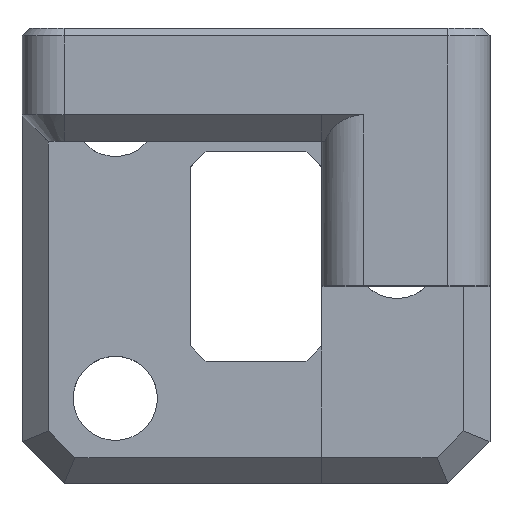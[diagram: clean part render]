
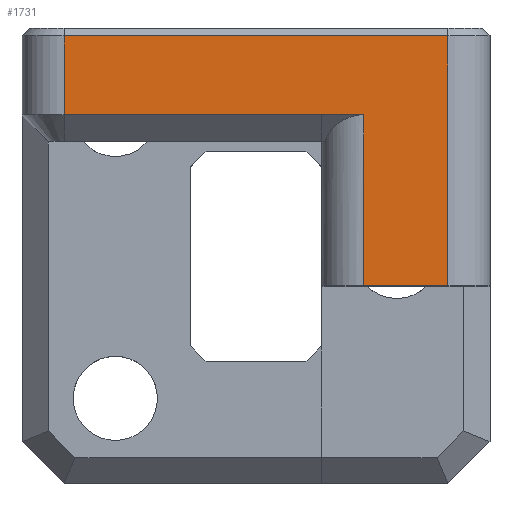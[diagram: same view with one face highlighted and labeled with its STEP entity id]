
A CAD part, top view. The second image highlights one B-rep face of the part: STEP entity #1731.
In plain terms, the highlighted planar face has unit normal (0, 0, 1).
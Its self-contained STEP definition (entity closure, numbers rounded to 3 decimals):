
#160 = PLANE('',#161);
#161 = AXIS2_PLACEMENT_3D('',#162,#163,#164);
#162 = CARTESIAN_POINT('',(7.3,17.15,23.85));
#163 = DIRECTION('',(0.,-0.707,-0.707));
#164 = DIRECTION('',(-1.,0.,0.));
#480 = VERTEX_POINT('',#481);
#481 = CARTESIAN_POINT('',(7.3,17.,24.));
#496 = CYLINDRICAL_SURFACE('',#497,1.6);
#497 = AXIS2_PLACEMENT_3D('',#498,#499,#500);
#498 = CARTESIAN_POINT('',(7.3,7.5,22.4));
#499 = DIRECTION('',(0.,1.,0.));
#500 = DIRECTION('',(1.,0.,0.));
#534 = EDGE_CURVE('',#480,#535,#537,.T.);
#535 = VERTEX_POINT('',#536);
#536 = CARTESIAN_POINT('',(-7.3,17.,24.));
#537 = SURFACE_CURVE('',#538,(#542,#549),.PCURVE_S1.);
#538 = LINE('',#539,#540);
#539 = CARTESIAN_POINT('',(7.3,17.,24.));
#540 = VECTOR('',#541,1.);
#541 = DIRECTION('',(-1.,0.,0.));
#542 = PCURVE('',#160,#543);
#543 = DEFINITIONAL_REPRESENTATION('',(#544),#548);
#544 = LINE('',#545,#546);
#545 = CARTESIAN_POINT('',(0.,-0.212));
#546 = VECTOR('',#547,1.);
#547 = DIRECTION('',(1.,0.));
#548 = ( GEOMETRIC_REPRESENTATION_CONTEXT(2) 
PARAMETRIC_REPRESENTATION_CONTEXT() REPRESENTATION_CONTEXT('2D SPACE',''
  ) );
#549 = PCURVE('',#550,#555);
#550 = PLANE('',#551);
#551 = AXIS2_PLACEMENT_3D('',#552,#553,#554);
#552 = CARTESIAN_POINT('',(0.,8.65,24.));
#553 = DIRECTION('',(0.,0.,1.));
#554 = DIRECTION('',(1.,0.,0.));
#555 = DEFINITIONAL_REPRESENTATION('',(#556),#560);
#556 = LINE('',#557,#558);
#557 = CARTESIAN_POINT('',(7.3,8.35));
#558 = VECTOR('',#559,1.);
#559 = DIRECTION('',(-1.,0.));
#560 = ( GEOMETRIC_REPRESENTATION_CONTEXT(2) 
PARAMETRIC_REPRESENTATION_CONTEXT() REPRESENTATION_CONTEXT('2D SPACE',''
  ) );
#605 = CYLINDRICAL_SURFACE('',#606,1.6);
#606 = AXIS2_PLACEMENT_3D('',#607,#608,#609);
#607 = CARTESIAN_POINT('',(-7.3,17.3,22.4));
#608 = DIRECTION('',(0.,-1.,0.));
#609 = DIRECTION('',(-1.,0.,0.));
#1353 = PLANE('',#1354);
#1354 = AXIS2_PLACEMENT_3D('',#1355,#1356,#1357);
#1355 = CARTESIAN_POINT('',(5.75,7.5,14.));
#1356 = DIRECTION('',(0.,1.,0.));
#1357 = DIRECTION('',(0.,0.,1.));
#1683 = VERTEX_POINT('',#1684);
#1684 = CARTESIAN_POINT('',(7.3,7.5,24.));
#1710 = EDGE_CURVE('',#1683,#480,#1711,.T.);
#1711 = SURFACE_CURVE('',#1712,(#1716,#1723),.PCURVE_S1.);
#1712 = LINE('',#1713,#1714);
#1713 = CARTESIAN_POINT('',(7.3,7.5,24.));
#1714 = VECTOR('',#1715,1.);
#1715 = DIRECTION('',(0.,1.,0.));
#1716 = PCURVE('',#496,#1717);
#1717 = DEFINITIONAL_REPRESENTATION('',(#1718),#1722);
#1718 = LINE('',#1719,#1720);
#1719 = CARTESIAN_POINT('',(-1.571,0.));
#1720 = VECTOR('',#1721,1.);
#1721 = DIRECTION('',(-0.,1.));
#1722 = ( GEOMETRIC_REPRESENTATION_CONTEXT(2) 
PARAMETRIC_REPRESENTATION_CONTEXT() REPRESENTATION_CONTEXT('2D SPACE',''
  ) );
#1723 = PCURVE('',#550,#1724);
#1724 = DEFINITIONAL_REPRESENTATION('',(#1725),#1729);
#1725 = LINE('',#1726,#1727);
#1726 = CARTESIAN_POINT('',(7.3,-1.15));
#1727 = VECTOR('',#1728,1.);
#1728 = DIRECTION('',(0.,1.));
#1729 = ( GEOMETRIC_REPRESENTATION_CONTEXT(2) 
PARAMETRIC_REPRESENTATION_CONTEXT() REPRESENTATION_CONTEXT('2D SPACE',''
  ) );
#1731 = ADVANCED_FACE('',(#1732),#550,.T.);
#1732 = FACE_BOUND('',#1733,.T.);
#1733 = EDGE_LOOP('',(#1734,#1757,#1785,#1813,#1841,#1864,#1885,#1886));
#1734 = ORIENTED_EDGE('',*,*,#1735,.T.);
#1735 = EDGE_CURVE('',#535,#1736,#1738,.T.);
#1736 = VERTEX_POINT('',#1737);
#1737 = CARTESIAN_POINT('',(-7.3,14.,24.));
#1738 = SURFACE_CURVE('',#1739,(#1743,#1750),.PCURVE_S1.);
#1739 = LINE('',#1740,#1741);
#1740 = CARTESIAN_POINT('',(-7.3,17.3,24.));
#1741 = VECTOR('',#1742,1.);
#1742 = DIRECTION('',(0.,-1.,0.));
#1743 = PCURVE('',#550,#1744);
#1744 = DEFINITIONAL_REPRESENTATION('',(#1745),#1749);
#1745 = LINE('',#1746,#1747);
#1746 = CARTESIAN_POINT('',(-7.3,8.65));
#1747 = VECTOR('',#1748,1.);
#1748 = DIRECTION('',(0.,-1.));
#1749 = ( GEOMETRIC_REPRESENTATION_CONTEXT(2) 
PARAMETRIC_REPRESENTATION_CONTEXT() REPRESENTATION_CONTEXT('2D SPACE',''
  ) );
#1750 = PCURVE('',#605,#1751);
#1751 = DEFINITIONAL_REPRESENTATION('',(#1752),#1756);
#1752 = LINE('',#1753,#1754);
#1753 = CARTESIAN_POINT('',(-1.571,0.));
#1754 = VECTOR('',#1755,1.);
#1755 = DIRECTION('',(-0.,1.));
#1756 = ( GEOMETRIC_REPRESENTATION_CONTEXT(2) 
PARAMETRIC_REPRESENTATION_CONTEXT() REPRESENTATION_CONTEXT('2D SPACE',''
  ) );
#1757 = ORIENTED_EDGE('',*,*,#1758,.T.);
#1758 = EDGE_CURVE('',#1736,#1759,#1761,.T.);
#1759 = VERTEX_POINT('',#1760);
#1760 = CARTESIAN_POINT('',(2.5,14.,24.));
#1761 = SURFACE_CURVE('',#1762,(#1766,#1773),.PCURVE_S1.);
#1762 = LINE('',#1763,#1764);
#1763 = CARTESIAN_POINT('',(-7.3,14.,24.));
#1764 = VECTOR('',#1765,1.);
#1765 = DIRECTION('',(1.,0.,0.));
#1766 = PCURVE('',#550,#1767);
#1767 = DEFINITIONAL_REPRESENTATION('',(#1768),#1772);
#1768 = LINE('',#1769,#1770);
#1769 = CARTESIAN_POINT('',(-7.3,5.35));
#1770 = VECTOR('',#1771,1.);
#1771 = DIRECTION('',(1.,0.));
#1772 = ( GEOMETRIC_REPRESENTATION_CONTEXT(2) 
PARAMETRIC_REPRESENTATION_CONTEXT() REPRESENTATION_CONTEXT('2D SPACE',''
  ) );
#1773 = PCURVE('',#1774,#1779);
#1774 = PLANE('',#1775);
#1775 = AXIS2_PLACEMENT_3D('',#1776,#1777,#1778);
#1776 = CARTESIAN_POINT('',(-7.3,13.5,23.5));
#1777 = DIRECTION('',(0.,0.707,-0.707));
#1778 = DIRECTION('',(1.,0.,0.));
#1779 = DEFINITIONAL_REPRESENTATION('',(#1780),#1784);
#1780 = LINE('',#1781,#1782);
#1781 = CARTESIAN_POINT('',(0.,-0.707));
#1782 = VECTOR('',#1783,1.);
#1783 = DIRECTION('',(1.,0.));
#1784 = ( GEOMETRIC_REPRESENTATION_CONTEXT(2) 
PARAMETRIC_REPRESENTATION_CONTEXT() REPRESENTATION_CONTEXT('2D SPACE',''
  ) );
#1785 = ORIENTED_EDGE('',*,*,#1786,.T.);
#1786 = EDGE_CURVE('',#1759,#1787,#1789,.T.);
#1787 = VERTEX_POINT('',#1788);
#1788 = CARTESIAN_POINT('',(4.1,14.,24.));
#1789 = SURFACE_CURVE('',#1790,(#1794,#1801),.PCURVE_S1.);
#1790 = LINE('',#1791,#1792);
#1791 = CARTESIAN_POINT('',(2.5,14.,24.));
#1792 = VECTOR('',#1793,1.);
#1793 = DIRECTION('',(1.,0.,0.));
#1794 = PCURVE('',#550,#1795);
#1795 = DEFINITIONAL_REPRESENTATION('',(#1796),#1800);
#1796 = LINE('',#1797,#1798);
#1797 = CARTESIAN_POINT('',(2.5,5.35));
#1798 = VECTOR('',#1799,1.);
#1799 = DIRECTION('',(1.,0.));
#1800 = ( GEOMETRIC_REPRESENTATION_CONTEXT(2) 
PARAMETRIC_REPRESENTATION_CONTEXT() REPRESENTATION_CONTEXT('2D SPACE',''
  ) );
#1801 = PCURVE('',#1802,#1807);
#1802 = PLANE('',#1803);
#1803 = AXIS2_PLACEMENT_3D('',#1804,#1805,#1806);
#1804 = CARTESIAN_POINT('',(2.5,13.5,23.5));
#1805 = DIRECTION('',(0.,0.707,-0.707));
#1806 = DIRECTION('',(1.,0.,0.));
#1807 = DEFINITIONAL_REPRESENTATION('',(#1808),#1812);
#1808 = LINE('',#1809,#1810);
#1809 = CARTESIAN_POINT('',(0.,-0.707));
#1810 = VECTOR('',#1811,1.);
#1811 = DIRECTION('',(1.,0.));
#1812 = ( GEOMETRIC_REPRESENTATION_CONTEXT(2) 
PARAMETRIC_REPRESENTATION_CONTEXT() REPRESENTATION_CONTEXT('2D SPACE',''
  ) );
#1813 = ORIENTED_EDGE('',*,*,#1814,.F.);
#1814 = EDGE_CURVE('',#1815,#1787,#1817,.T.);
#1815 = VERTEX_POINT('',#1816);
#1816 = CARTESIAN_POINT('',(4.1,13.,24.));
#1817 = SURFACE_CURVE('',#1818,(#1822,#1829),.PCURVE_S1.);
#1818 = LINE('',#1819,#1820);
#1819 = CARTESIAN_POINT('',(4.1,7.5,24.));
#1820 = VECTOR('',#1821,1.);
#1821 = DIRECTION('',(0.,1.,0.));
#1822 = PCURVE('',#550,#1823);
#1823 = DEFINITIONAL_REPRESENTATION('',(#1824),#1828);
#1824 = LINE('',#1825,#1826);
#1825 = CARTESIAN_POINT('',(4.1,-1.15));
#1826 = VECTOR('',#1827,1.);
#1827 = DIRECTION('',(0.,1.));
#1828 = ( GEOMETRIC_REPRESENTATION_CONTEXT(2) 
PARAMETRIC_REPRESENTATION_CONTEXT() REPRESENTATION_CONTEXT('2D SPACE',''
  ) );
#1829 = PCURVE('',#1830,#1835);
#1830 = CYLINDRICAL_SURFACE('',#1831,1.6);
#1831 = AXIS2_PLACEMENT_3D('',#1832,#1833,#1834);
#1832 = CARTESIAN_POINT('',(4.1,7.5,22.4));
#1833 = DIRECTION('',(0.,1.,0.));
#1834 = DIRECTION('',(0.,0.,1.));
#1835 = DEFINITIONAL_REPRESENTATION('',(#1836),#1840);
#1836 = LINE('',#1837,#1838);
#1837 = CARTESIAN_POINT('',(-0.,0.));
#1838 = VECTOR('',#1839,1.);
#1839 = DIRECTION('',(-0.,1.));
#1840 = ( GEOMETRIC_REPRESENTATION_CONTEXT(2) 
PARAMETRIC_REPRESENTATION_CONTEXT() REPRESENTATION_CONTEXT('2D SPACE',''
  ) );
#1841 = ORIENTED_EDGE('',*,*,#1842,.F.);
#1842 = EDGE_CURVE('',#1843,#1815,#1845,.T.);
#1843 = VERTEX_POINT('',#1844);
#1844 = CARTESIAN_POINT('',(4.1,7.5,24.));
#1845 = SURFACE_CURVE('',#1846,(#1850,#1857),.PCURVE_S1.);
#1846 = LINE('',#1847,#1848);
#1847 = CARTESIAN_POINT('',(4.1,7.5,24.));
#1848 = VECTOR('',#1849,1.);
#1849 = DIRECTION('',(0.,1.,0.));
#1850 = PCURVE('',#550,#1851);
#1851 = DEFINITIONAL_REPRESENTATION('',(#1852),#1856);
#1852 = LINE('',#1853,#1854);
#1853 = CARTESIAN_POINT('',(4.1,-1.15));
#1854 = VECTOR('',#1855,1.);
#1855 = DIRECTION('',(0.,1.));
#1856 = ( GEOMETRIC_REPRESENTATION_CONTEXT(2) 
PARAMETRIC_REPRESENTATION_CONTEXT() REPRESENTATION_CONTEXT('2D SPACE',''
  ) );
#1857 = PCURVE('',#1830,#1858);
#1858 = DEFINITIONAL_REPRESENTATION('',(#1859),#1863);
#1859 = LINE('',#1860,#1861);
#1860 = CARTESIAN_POINT('',(-0.,0.));
#1861 = VECTOR('',#1862,1.);
#1862 = DIRECTION('',(-0.,1.));
#1863 = ( GEOMETRIC_REPRESENTATION_CONTEXT(2) 
PARAMETRIC_REPRESENTATION_CONTEXT() REPRESENTATION_CONTEXT('2D SPACE',''
  ) );
#1864 = ORIENTED_EDGE('',*,*,#1865,.T.);
#1865 = EDGE_CURVE('',#1843,#1683,#1866,.T.);
#1866 = SURFACE_CURVE('',#1867,(#1871,#1878),.PCURVE_S1.);
#1867 = LINE('',#1868,#1869);
#1868 = CARTESIAN_POINT('',(2.5,7.5,24.));
#1869 = VECTOR('',#1870,1.);
#1870 = DIRECTION('',(1.,0.,0.));
#1871 = PCURVE('',#550,#1872);
#1872 = DEFINITIONAL_REPRESENTATION('',(#1873),#1877);
#1873 = LINE('',#1874,#1875);
#1874 = CARTESIAN_POINT('',(2.5,-1.15));
#1875 = VECTOR('',#1876,1.);
#1876 = DIRECTION('',(1.,0.));
#1877 = ( GEOMETRIC_REPRESENTATION_CONTEXT(2) 
PARAMETRIC_REPRESENTATION_CONTEXT() REPRESENTATION_CONTEXT('2D SPACE',''
  ) );
#1878 = PCURVE('',#1353,#1879);
#1879 = DEFINITIONAL_REPRESENTATION('',(#1880),#1884);
#1880 = LINE('',#1881,#1882);
#1881 = CARTESIAN_POINT('',(10.,-3.25));
#1882 = VECTOR('',#1883,1.);
#1883 = DIRECTION('',(0.,1.));
#1884 = ( GEOMETRIC_REPRESENTATION_CONTEXT(2) 
PARAMETRIC_REPRESENTATION_CONTEXT() REPRESENTATION_CONTEXT('2D SPACE',''
  ) );
#1885 = ORIENTED_EDGE('',*,*,#1710,.T.);
#1886 = ORIENTED_EDGE('',*,*,#534,.T.);
